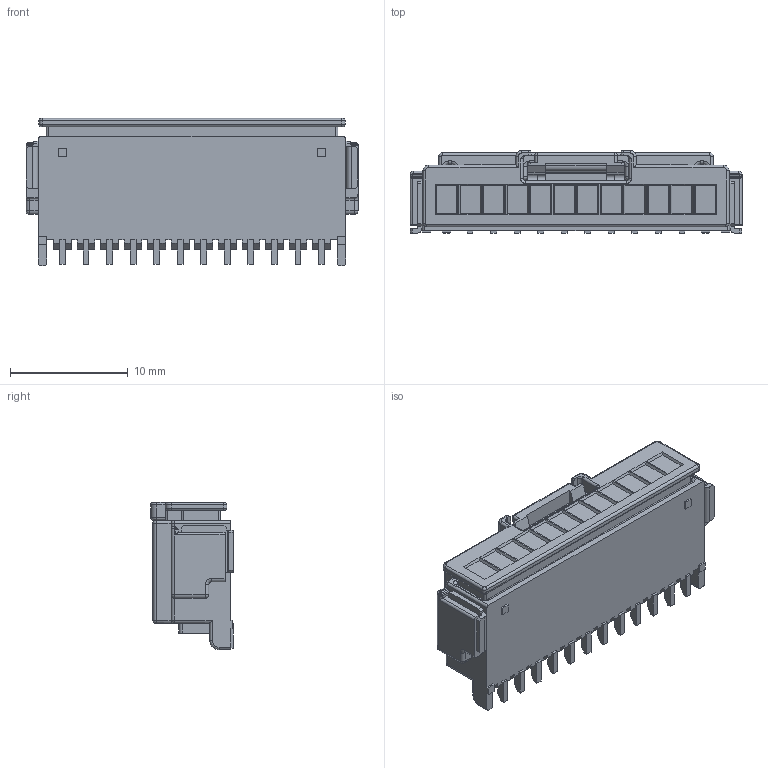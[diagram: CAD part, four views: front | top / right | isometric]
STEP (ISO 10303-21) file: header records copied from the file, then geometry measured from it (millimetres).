
FILE_DESCRIPTION (( 'STEP AP214' ), '1' );
FILE_NAME ('C_020_S_BL_SMT_12P_H.STEP', '2019-08-30T02:56:22', ( 'jkhwang' ), ( '' ), 'SwSTEP 2.0', 'SolidWorks 2017', '' );
FILE_SCHEMA (( 'AUTOMOTIVE_DESIGN' ));
Length unit declared in the file: millimetre
Products named in the file (1): C_020_S_BL_SMT_12P_H
Bounding box: 28.2 x 7.01 x 12.5 mm (x, y, z)
Volume: 1638.7 mm3; surface area: 2811.8 mm2
Topology: 2 solids, 2 shells, 1072 faces, 2736 edges, 1668 vertices
Faces by surface type: plane 662, cylinder 275, torus 77, bspline 34, sphere 24
Entity records: 44422 total; most frequent: CARTESIAN_POINT 7039, ORIENTED_EDGE 5388, DIRECTION 5185, EDGE_CURVE 2694, VECTOR 2053, LINE 2053, VERTEX_POINT 1668, AXIS2_PLACEMENT_3D 1566
